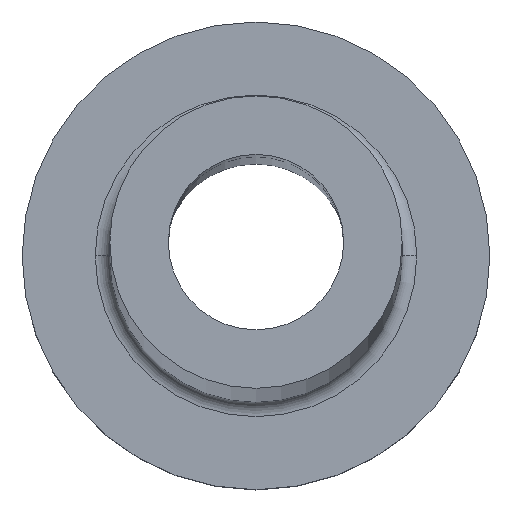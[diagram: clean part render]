
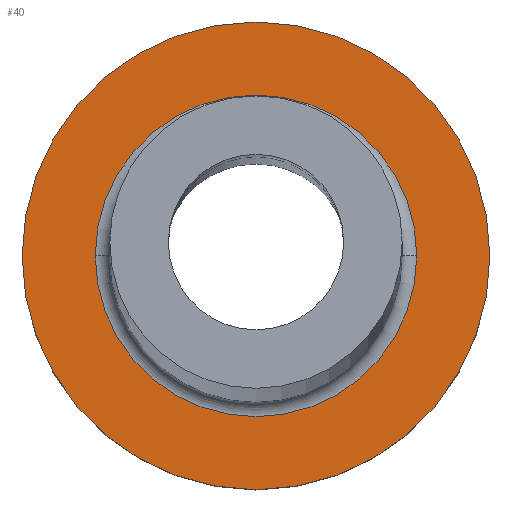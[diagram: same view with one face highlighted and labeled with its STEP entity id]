
A CAD part, top view. The second image highlights one B-rep face of the part: STEP entity #40.
In plain terms, the highlighted planar face has unit normal (0, 0, 1).
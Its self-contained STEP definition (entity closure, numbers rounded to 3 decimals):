
#2 = VERTEX_POINT ( 'NONE', #42 ) ;
#7 = PLANE ( 'NONE',  #285 ) ;
#32 = CIRCLE ( 'NONE', #410, 8. ) ;
#34 = CARTESIAN_POINT ( 'NONE',  ( 0., 0., 5. ) ) ;
#39 = VERTEX_POINT ( 'NONE', #147 ) ;
#40 = ADVANCED_FACE ( 'NONE', ( #253, #75 ), #7, .T. ) ;
#42 = CARTESIAN_POINT ( 'NONE',  ( -8., 0., 5. ) ) ;
#60 = DIRECTION ( 'NONE',  ( 1., 0., 0. ) ) ;
#63 = CARTESIAN_POINT ( 'NONE',  ( -5.5, 0., 5. ) ) ;
#71 = EDGE_CURVE ( 'NONE', #80, #179, #455, .T. ) ;
#75 = FACE_OUTER_BOUND ( 'NONE', #364, .T. ) ;
#80 = VERTEX_POINT ( 'NONE', #333 ) ;
#101 = DIRECTION ( 'NONE',  ( 0., 0., 1. ) ) ;
#106 = AXIS2_PLACEMENT_3D ( 'NONE', #34, #202, #459 ) ;
#140 = ORIENTED_EDGE ( 'NONE', *, *, #71, .T. ) ;
#142 = CARTESIAN_POINT ( 'NONE',  ( 0., 0., 5. ) ) ;
#146 = AXIS2_PLACEMENT_3D ( 'NONE', #350, #101, #248 ) ;
#147 = CARTESIAN_POINT ( 'NONE',  ( 8., 0., 5. ) ) ;
#150 = CARTESIAN_POINT ( 'NONE',  ( 0., 0., 5. ) ) ;
#167 = CIRCLE ( 'NONE', #146, 8. ) ;
#179 = VERTEX_POINT ( 'NONE', #63 ) ;
#202 = DIRECTION ( 'NONE',  ( 0., 0., -1. ) ) ;
#203 = EDGE_CURVE ( 'NONE', #179, #80, #447, .T. ) ;
#217 = ORIENTED_EDGE ( 'NONE', *, *, #203, .T. ) ;
#221 = EDGE_LOOP ( 'NONE', ( #140, #217 ) ) ;
#233 = CARTESIAN_POINT ( 'NONE',  ( 0., 0., 5. ) ) ;
#248 = DIRECTION ( 'NONE',  ( 1., 0., 0. ) ) ;
#251 = EDGE_CURVE ( 'NONE', #2, #39, #167, .T. ) ;
#253 = FACE_BOUND ( 'NONE', #221, .T. ) ;
#254 = AXIS2_PLACEMENT_3D ( 'NONE', #233, #405, #60 ) ;
#280 = EDGE_CURVE ( 'NONE', #39, #2, #32, .T. ) ;
#284 = DIRECTION ( 'NONE',  ( 0., 0., 1. ) ) ;
#285 = AXIS2_PLACEMENT_3D ( 'NONE', #150, #293, #330 ) ;
#293 = DIRECTION ( 'NONE',  ( 0., 0., 1. ) ) ;
#330 = DIRECTION ( 'NONE',  ( 1., 0., 0. ) ) ;
#333 = CARTESIAN_POINT ( 'NONE',  ( 5.5, 0., 5. ) ) ;
#337 = ORIENTED_EDGE ( 'NONE', *, *, #280, .T. ) ;
#350 = CARTESIAN_POINT ( 'NONE',  ( 0., 0., 5. ) ) ;
#364 = EDGE_LOOP ( 'NONE', ( #407, #337 ) ) ;
#405 = DIRECTION ( 'NONE',  ( 0., 0., -1. ) ) ;
#407 = ORIENTED_EDGE ( 'NONE', *, *, #251, .T. ) ;
#410 = AXIS2_PLACEMENT_3D ( 'NONE', #142, #284, #427 ) ;
#427 = DIRECTION ( 'NONE',  ( 1., 0., 0. ) ) ;
#447 = CIRCLE ( 'NONE', #106, 5.5 ) ;
#455 = CIRCLE ( 'NONE', #254, 5.5 ) ;
#459 = DIRECTION ( 'NONE',  ( 1., 0., 0. ) ) ;
